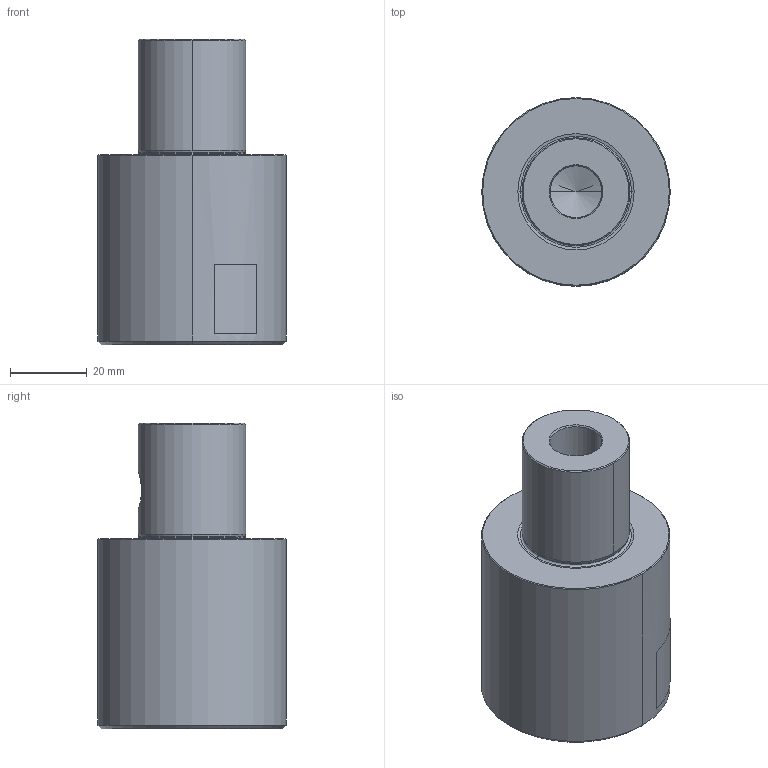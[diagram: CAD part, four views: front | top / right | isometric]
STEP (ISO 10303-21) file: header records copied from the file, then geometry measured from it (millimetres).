
FILE_DESCRIPTION(('no description'),'unknown implementation level');
FILE_NAME('92DD755A-2FB9-4B24-9566-00FFA85DE938_export.stp',' ',('CIMSOURCE GmbH'),('CADClick - KiM GmbH - www.kimweb.de'),'unknown preprocess','ACIS','unknown authorization');
FILE_SCHEMA(('automotive_design'));
Length unit declared in the file: millimetre
Products named in the file (1): NONE
Bounding box: 49 x 49 x 79.5 mm (x, y, z)
Volume: 106802.4 mm3; surface area: 15334 mm2
Topology: 1 solids, 1 shells, 42 faces, 99 edges, 58 vertices
Faces by surface type: cone 20, cylinder 11, plane 7, torus 4
Entity records: 2453 total; most frequent: CARTESIAN_POINT 342, DIRECTION 229, STYLED_ITEM 196, PRESENTATION_STYLE_ASSIGNMENT 196, COLOUR_RGB 196, ORIENTED_EDGE 190, EDGE_CURVE 95, AXIS2_PLACEMENT_3D 95
